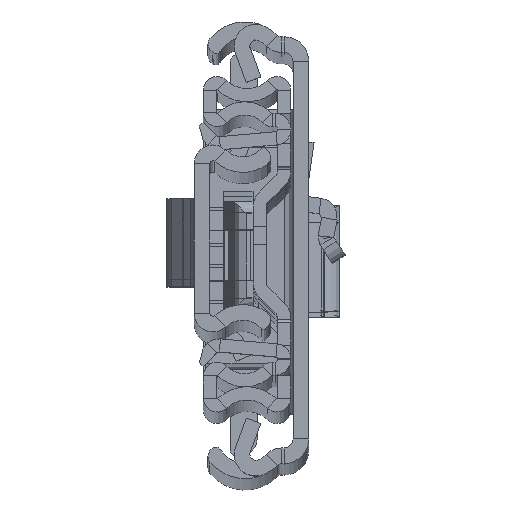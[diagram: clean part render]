
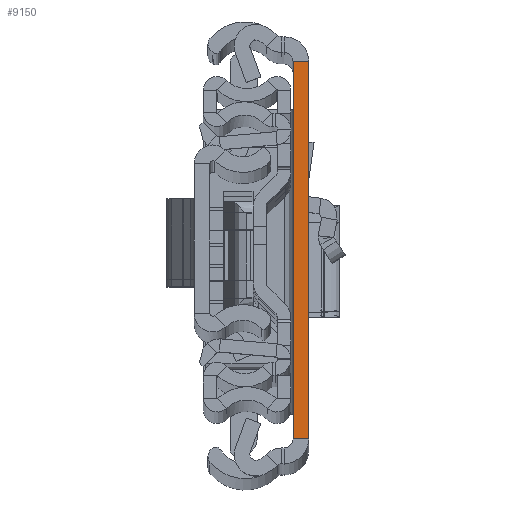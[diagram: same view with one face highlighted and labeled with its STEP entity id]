
A CAD part, top view. The second image highlights one B-rep face of the part: STEP entity #9150.
In plain terms, the highlighted planar face has unit normal (0, 0, 1).
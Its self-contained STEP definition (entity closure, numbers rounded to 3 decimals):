
#457 = VERTEX_POINT ( 'NONE', #2016 ) ;
#1131 = DIRECTION ( 'NONE',  ( 1., 0., 0. ) ) ;
#1938 = ORIENTED_EDGE ( 'NONE', *, *, #12787, .T. ) ;
#2016 = CARTESIAN_POINT ( 'NONE',  ( 0., -31.5, 0. ) ) ;
#2315 = VERTEX_POINT ( 'NONE', #6162 ) ;
#2944 = EDGE_LOOP ( 'NONE', ( #3303, #16141, #1938, #16766 ) ) ;
#3303 = ORIENTED_EDGE ( 'NONE', *, *, #18242, .F. ) ;
#4355 = EDGE_CURVE ( 'NONE', #457, #7641, #4633, .T. ) ;
#4633 = LINE ( 'NONE', #16762, #11571 ) ;
#4842 = VERTEX_POINT ( 'NONE', #13973 ) ;
#5390 = DIRECTION ( 'NONE',  ( 1., 0., 0. ) ) ;
#5702 = VECTOR ( 'NONE', #5390, 1000. ) ;
#5894 = VECTOR ( 'NONE', #1131, 1000. ) ;
#6162 = CARTESIAN_POINT ( 'NONE',  ( 2.6, 31.5, 0. ) ) ;
#6742 = DIRECTION ( 'NONE',  ( 0., 1., 0. ) ) ;
#7641 = VERTEX_POINT ( 'NONE', #12575 ) ;
#8169 = CARTESIAN_POINT ( 'NONE',  ( 2.6, 31.5, 0. ) ) ;
#8223 = CARTESIAN_POINT ( 'NONE',  ( 2.6, -31.5, 0. ) ) ;
#8924 = DIRECTION ( 'NONE',  ( 0., 0., -1. ) ) ;
#9113 = DIRECTION ( 'NONE',  ( 0., 1., 0. ) ) ;
#9150 = ADVANCED_FACE ( 'NONE', ( #12060 ), #16593, .F. ) ;
#11571 = VECTOR ( 'NONE', #18040, 1000. ) ;
#12060 = FACE_OUTER_BOUND ( 'NONE', #2944, .T. ) ;
#12440 = LINE ( 'NONE', #8223, #18594 ) ;
#12575 = CARTESIAN_POINT ( 'NONE',  ( 0., 31.5, 0. ) ) ;
#12787 = EDGE_CURVE ( 'NONE', #457, #4842, #16205, .T. ) ;
#13973 = CARTESIAN_POINT ( 'NONE',  ( 2.6, -31.5, 0. ) ) ;
#14457 = LINE ( 'NONE', #8169, #5702 ) ;
#15282 = AXIS2_PLACEMENT_3D ( 'NONE', #19279, #8924, #9113 ) ;
#16141 = ORIENTED_EDGE ( 'NONE', *, *, #4355, .F. ) ;
#16205 = LINE ( 'NONE', #17781, #5894 ) ;
#16593 = PLANE ( 'NONE',  #15282 ) ;
#16762 = CARTESIAN_POINT ( 'NONE',  ( 0., -31.5, 0. ) ) ;
#16766 = ORIENTED_EDGE ( 'NONE', *, *, #18945, .T. ) ;
#17781 = CARTESIAN_POINT ( 'NONE',  ( 2.6, -31.5, 0. ) ) ;
#18040 = DIRECTION ( 'NONE',  ( 0., 1., 0. ) ) ;
#18242 = EDGE_CURVE ( 'NONE', #7641, #2315, #14457, .T. ) ;
#18594 = VECTOR ( 'NONE', #6742, 1000. ) ;
#18945 = EDGE_CURVE ( 'NONE', #4842, #2315, #12440, .T. ) ;
#19279 = CARTESIAN_POINT ( 'NONE',  ( 2.6, -31.5, 0. ) ) ;
